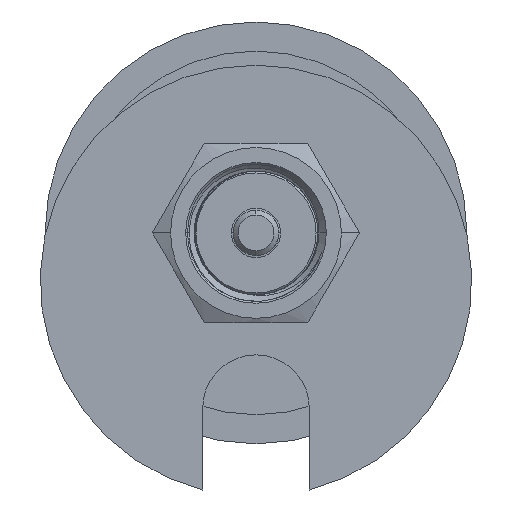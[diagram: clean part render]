
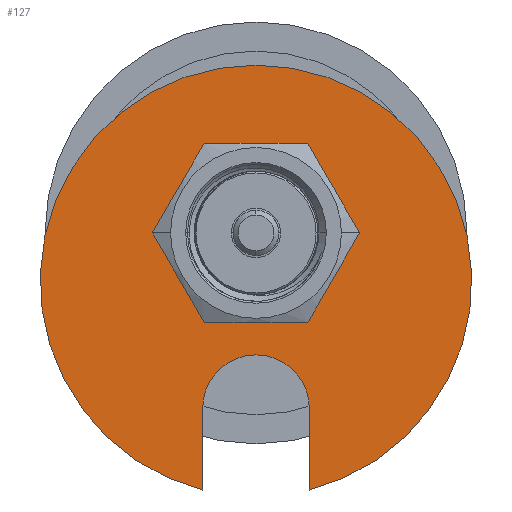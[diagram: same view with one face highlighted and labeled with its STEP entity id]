
A CAD part, front view. The second image highlights one B-rep face of the part: STEP entity #127.
In plain terms, the highlighted planar face has unit normal (0, -1, 0).
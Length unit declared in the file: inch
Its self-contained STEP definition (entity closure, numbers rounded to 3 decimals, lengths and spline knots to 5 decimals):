
#2=CARTESIAN_POINT('',(0.,0.,0.198));
#3=DIRECTION('',(0.,-1.,0.));
#4=DIRECTION('',(0.,0.,-1.));
#5=AXIS2_PLACEMENT_3D('',#2,#3,#4);
#7=CARTESIAN_POINT('',(0.,0.,0.198));
#8=DIRECTION('',(0.,-1.,0.));
#9=DIRECTION('',(0.,0.,1.));
#10=AXIS2_PLACEMENT_3D('',#7,#8,#9);
#12=CARTESIAN_POINT('',(0.,0.,0.));
#13=DIRECTION('',(0.,1.,0.));
#14=DIRECTION('',(-0.247,0.,-0.969));
#15=AXIS2_PLACEMENT_3D('',#12,#13,#14);
#17=DIRECTION('',(0.,0.,1.));
#18=VECTOR('',#17,0.33738);
#19=CARTESIAN_POINT('',(0.22,0.,-0.86238));
#20=LINE('',#19,#18);
#21=CARTESIAN_POINT('',(0.,0.,-0.525));
#22=DIRECTION('',(0.,-1.,0.));
#23=DIRECTION('',(1.,0.,0.));
#24=AXIS2_PLACEMENT_3D('',#21,#22,#23);
#26=DIRECTION('',(0.,0.,-1.));
#27=VECTOR('',#26,0.33738);
#28=CARTESIAN_POINT('',(-0.22,0.,-0.525));
#29=LINE('',#28,#27);
#82=CARTESIAN_POINT('',(0.,0.,-0.152));
#83=CARTESIAN_POINT('',(0.,0.,0.548));
#84=VERTEX_POINT('',#82);
#85=VERTEX_POINT('',#83);
#86=CARTESIAN_POINT('',(-0.22,0.,-0.86238));
#87=CARTESIAN_POINT('',(0.22,0.,-0.86238));
#88=VERTEX_POINT('',#86);
#89=VERTEX_POINT('',#87);
#90=CARTESIAN_POINT('',(0.22,0.,-0.525));
#91=VERTEX_POINT('',#90);
#92=CARTESIAN_POINT('',(-0.22,0.,-0.525));
#93=VERTEX_POINT('',#92);
#106=CARTESIAN_POINT('',(0.,0.,0.));
#107=DIRECTION('',(0.,1.,0.));
#108=DIRECTION('',(0.,0.,-1.));
#109=AXIS2_PLACEMENT_3D('',#106,#107,#108);
#110=PLANE('',#109);
#112=ORIENTED_EDGE('',*,*,#111,.T.);
#114=ORIENTED_EDGE('',*,*,#113,.T.);
#116=ORIENTED_EDGE('',*,*,#115,.T.);
#118=ORIENTED_EDGE('',*,*,#117,.T.);
#119=EDGE_LOOP('',(#112,#114,#116,#118));
#120=FACE_OUTER_BOUND('',#119,.F.);
#122=ORIENTED_EDGE('',*,*,#121,.T.);
#124=ORIENTED_EDGE('',*,*,#123,.T.);
#125=EDGE_LOOP('',(#122,#124));
#126=FACE_BOUND('',#125,.F.);
#127=ADVANCED_FACE('',(#120,#126),#110,.F.);
#6=CIRCLE('',#5,0.35);
#11=CIRCLE('',#10,0.35);
#16=CIRCLE('',#15,0.89);
#25=CIRCLE('',#24,0.22);
#111=EDGE_CURVE('',#88,#89,#16,.T.);
#113=EDGE_CURVE('',#89,#91,#20,.T.);
#115=EDGE_CURVE('',#91,#93,#25,.T.);
#117=EDGE_CURVE('',#93,#88,#29,.T.);
#121=EDGE_CURVE('',#84,#85,#6,.T.);
#123=EDGE_CURVE('',#85,#84,#11,.T.);
